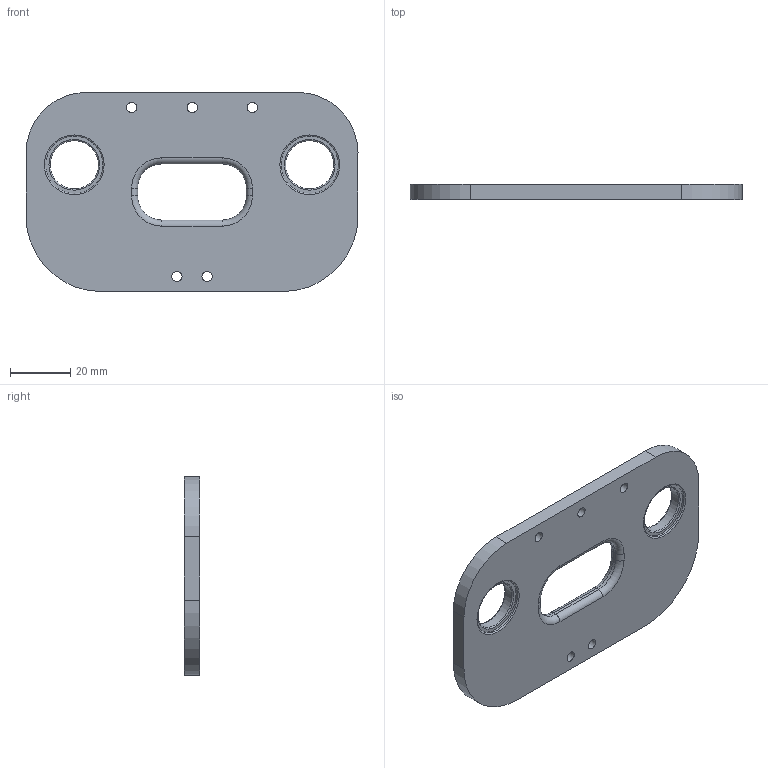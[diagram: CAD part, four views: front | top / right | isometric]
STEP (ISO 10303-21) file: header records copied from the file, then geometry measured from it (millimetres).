
FILE_DESCRIPTION(/* description */ (''),/* implementation_level */ '2;1');
FILE_NAME(/* name */ 'Outer Plate.step',/* time_stamp */ '2021-12-05T09:41:12-08:00',/* author */ (''),/* organization */ (''),/* preprocessor_version */ 'ST-DEVELOPER v18.1',/* originating_system */ 'Autodesk Translation Framework v10.10.0.1391',/* authorisation */ '');
FILE_SCHEMA (('AUTOMOTIVE_DESIGN { 1 0 10303 214 3 1 1 }'));
Length unit declared in the file: millimetre
Products named in the file (1): Outer Plate
Bounding box: 110 x 5 x 66 mm (x, y, z)
Volume: 28428.2 mm3; surface area: 14135.5 mm2
Topology: 1 solids, 1 shells, 51 faces, 125 edges, 78 vertices
Faces by surface type: cylinder 25, torus 14, plane 12
Full cylindrical faces by diameter (mm): 3.4 x5, 16 x2, 19 x2
Entity records: 1599 total; most frequent: DIRECTION 305, CARTESIAN_POINT 255, ORIENTED_EDGE 250, AXIS2_PLACEMENT_3D 128, EDGE_CURVE 125, VERTEX_POINT 78, CIRCLE 76, EDGE_LOOP 69
